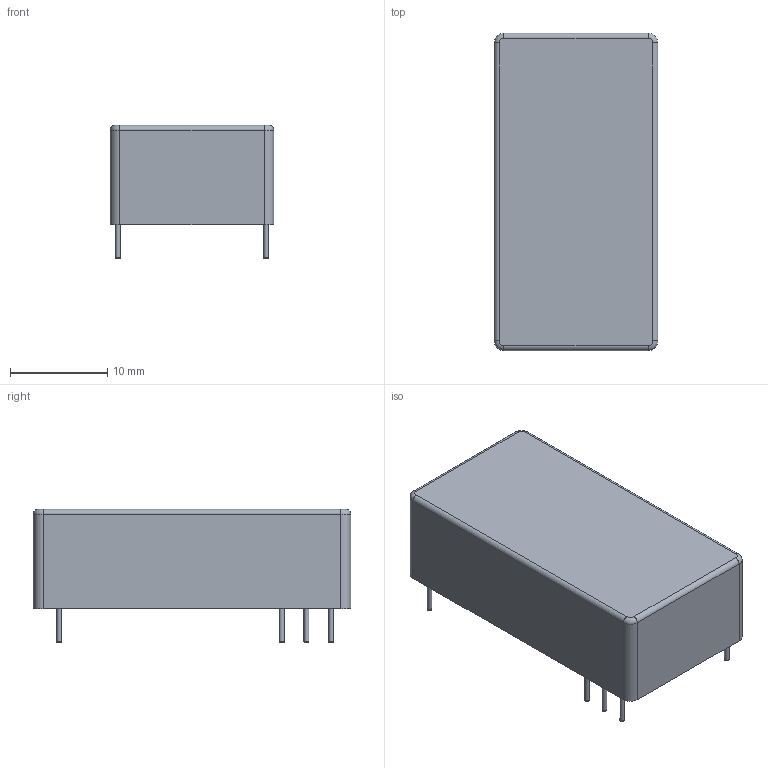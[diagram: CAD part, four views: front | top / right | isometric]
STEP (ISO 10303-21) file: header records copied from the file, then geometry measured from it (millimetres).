
FILE_DESCRIPTION(/* description */ ('model of Converter_DCDC_Bothhand_CFUSxxxx_THT'),/* implementation_level */ '2;1');
FILE_NAME(/* name */ 'Converter_DCDC_Bothhand_CFUSxxxx_THT.step',/* time_stamp */ '2018-04-09T21:30:16',/* author */ ('kicad StepUp','ksu'),/* organization */ ('FreeCAD'),/* preprocessor_version */ 'OCC',/* originating_system */ 'kicad StepUp',/* authorisation */ '');
FILE_SCHEMA(('AUTOMOTIVE_DESIGN { 1 0 10303 214 1 1 1 1 }'));
Length unit declared in the file: millimetre
Products named in the file (1): Converter_DCDC_Bothhand_CFUSxxxx_THT
Bounding box: 16.8 x 32.6 x 13.7 mm (x, y, z)
Volume: 5577.9 mm3; surface area: 2106.4 mm2
Topology: 1 solids, 1 shells, 42 faces, 80 edges, 48 vertices
Faces by surface type: cylinder 16, plane 14, torus 12
Full cylindrical faces by diameter (mm): 0.5 x8
Entity records: 848 total; most frequent: ORIENTED_EDGE 132, CARTESIAN_POINT 128, AXIS2_PLACEMENT_3D 91, EDGE_CURVE 80, CIRCLE 52, FACE_BOUND 50, EDGE_LOOP 50, VERTEX_POINT 48
